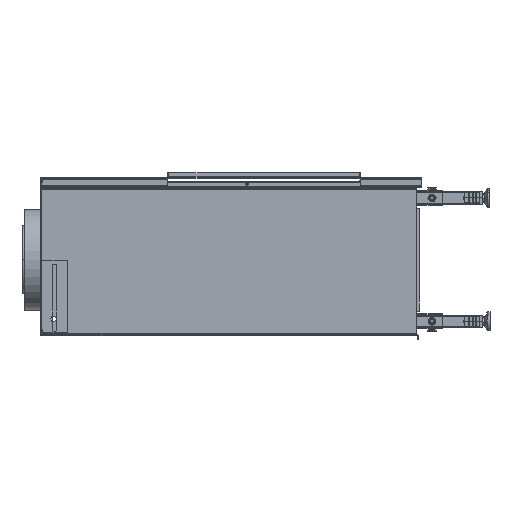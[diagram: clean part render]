
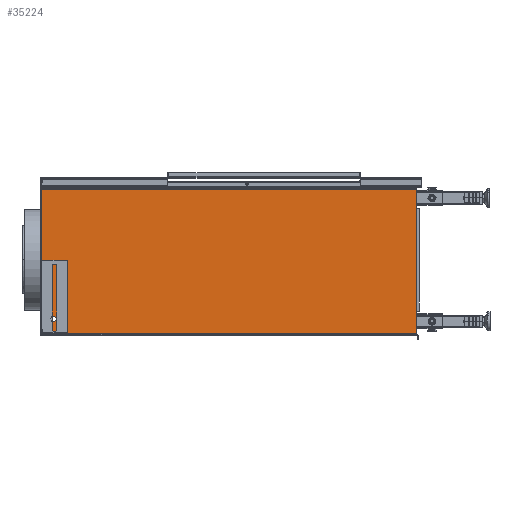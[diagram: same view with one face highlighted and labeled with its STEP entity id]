
A CAD part, left-side view. The second image highlights one B-rep face of the part: STEP entity #35224.
In plain terms, the highlighted face is planar.
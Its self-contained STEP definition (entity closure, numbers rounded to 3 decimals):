
#1741 = CARTESIAN_POINT ( 'NONE',  ( 273., 16.911, -131.5 ) ) ;
#3241 = CARTESIAN_POINT ( 'NONE',  ( 268.15, 19.711, -131.5 ) ) ;
#9673 = VECTOR ( 'NONE', #11998, 1000. ) ;
#11395 = CARTESIAN_POINT ( 'NONE',  ( 15.9, 830.5, -131.5 ) ) ;
#11998 = DIRECTION ( 'NONE',  ( 0., -1., 0. ) ) ;
#12808 = ORIENTED_EDGE ( 'NONE', *, *, #49191, .F. ) ;
#16027 = CARTESIAN_POINT ( 'NONE',  ( 273., 28.111, -131.5 ) ) ;
#16446 = VERTEX_POINT ( 'NONE', #66555 ) ;
#16486 = DIRECTION ( 'NONE',  ( -1., 0., 0. ) ) ;
#16647 = VERTEX_POINT ( 'NONE', #16027 ) ;
#19321 = EDGE_CURVE ( 'NONE', #98877, #16446, #115626, .T. ) ;
#20172 = EDGE_CURVE ( 'NONE', #66921, #66157, #106218, .T. ) ;
#22229 = CARTESIAN_POINT ( 'NONE',  ( 15.9, 0., -131.5 ) ) ;
#22525 = VECTOR ( 'NONE', #76209, 1000. ) ;
#22901 = LINE ( 'NONE', #11395, #9673 ) ;
#24871 = VERTEX_POINT ( 'NONE', #100535 ) ;
#25950 = ORIENTED_EDGE ( 'NONE', *, *, #55942, .T. ) ;
#27100 = VECTOR ( 'NONE', #88756, 1000. ) ;
#28392 = ORIENTED_EDGE ( 'NONE', *, *, #116490, .T. ) ;
#29048 = EDGE_CURVE ( 'NONE', #117372, #57170, #59162, .T. ) ;
#29245 = ORIENTED_EDGE ( 'NONE', *, *, #19321, .T. ) ;
#30894 = DIRECTION ( 'NONE',  ( -0.866, 0.5, 0. ) ) ;
#31183 = DIRECTION ( 'NONE',  ( 0., -1., 0. ) ) ;
#31779 = CARTESIAN_POINT ( 'NONE',  ( 277.85, 25.311, -131.5 ) ) ;
#35033 = CARTESIAN_POINT ( 'NONE',  ( 277.85, 25.311, -131.5 ) ) ;
#35224 = ADVANCED_FACE ( 'NONE', ( #118589, #45042 ), #108861, .T. ) ;
#36612 = VECTOR ( 'NONE', #31183, 1000. ) ;
#37451 = EDGE_LOOP ( 'NONE', ( #28392, #25950, #29245, #62107, #110980, #100710 ) ) ;
#38174 = CARTESIAN_POINT ( 'NONE',  ( 12., 744., -131.5 ) ) ;
#38429 = VECTOR ( 'NONE', #102617, 1000. ) ;
#39580 = CARTESIAN_POINT ( 'NONE',  ( 268.15, 25.311, -131.5 ) ) ;
#40564 = DIRECTION ( 'NONE',  ( 0.866, -0.5, 0. ) ) ;
#45042 = FACE_OUTER_BOUND ( 'NONE', #51320, .T. ) ;
#47368 = ORIENTED_EDGE ( 'NONE', *, *, #99981, .F. ) ;
#47886 = LINE ( 'NONE', #38174, #38429 ) ;
#49191 = EDGE_CURVE ( 'NONE', #105707, #57170, #55484, .T. ) ;
#51103 = LINE ( 'NONE', #51694, #27100 ) ;
#51320 = EDGE_LOOP ( 'NONE', ( #98595, #74149, #12808, #47368 ) ) ;
#51694 = CARTESIAN_POINT ( 'NONE',  ( 277.85, 19.711, -131.5 ) ) ;
#55484 = LINE ( 'NONE', #65196, #119835 ) ;
#55942 = EDGE_CURVE ( 'NONE', #16647, #98877, #77624, .T. ) ;
#57170 = VERTEX_POINT ( 'NONE', #102907 ) ;
#57703 = AXIS2_PLACEMENT_3D ( 'NONE', #62667, #101555, #16486 ) ;
#58026 = VECTOR ( 'NONE', #30894, 1000. ) ;
#59162 = LINE ( 'NONE', #96226, #22525 ) ;
#62107 = ORIENTED_EDGE ( 'NONE', *, *, #66783, .T. ) ;
#62667 = CARTESIAN_POINT ( 'NONE',  ( 12., 830.5, -131.5 ) ) ;
#65196 = CARTESIAN_POINT ( 'NONE',  ( 302.6, 830.5, -131.5 ) ) ;
#65545 = LINE ( 'NONE', #102646, #102425 ) ;
#66157 = VERTEX_POINT ( 'NONE', #3241 ) ;
#66555 = CARTESIAN_POINT ( 'NONE',  ( 277.85, 19.711, -131.5 ) ) ;
#66783 = EDGE_CURVE ( 'NONE', #16446, #66921, #51103, .T. ) ;
#66921 = VERTEX_POINT ( 'NONE', #82035 ) ;
#67301 = CARTESIAN_POINT ( 'NONE',  ( 273., 28.111, -131.5 ) ) ;
#68877 = VECTOR ( 'NONE', #115491, 1000. ) ;
#74149 = ORIENTED_EDGE ( 'NONE', *, *, #29048, .T. ) ;
#76209 = DIRECTION ( 'NONE',  ( 1., 0., 0. ) ) ;
#76643 = LINE ( 'NONE', #39580, #68877 ) ;
#77624 = LINE ( 'NONE', #67301, #77983 ) ;
#77983 = VECTOR ( 'NONE', #40564, 1000. ) ;
#82035 = CARTESIAN_POINT ( 'NONE',  ( 273., 16.911, -131.5 ) ) ;
#88756 = DIRECTION ( 'NONE',  ( -0.866, -0.5, 0. ) ) ;
#89385 = CARTESIAN_POINT ( 'NONE',  ( 302.6, 744., -131.5 ) ) ;
#96226 = CARTESIAN_POINT ( 'NONE',  ( 12., 0., -131.5 ) ) ;
#98595 = ORIENTED_EDGE ( 'NONE', *, *, #101749, .T. ) ;
#98877 = VERTEX_POINT ( 'NONE', #35033 ) ;
#99981 = EDGE_CURVE ( 'NONE', #24871, #105707, #47886, .T. ) ;
#100535 = CARTESIAN_POINT ( 'NONE',  ( 15.9, 744., -131.5 ) ) ;
#100710 = ORIENTED_EDGE ( 'NONE', *, *, #115502, .T. ) ;
#101555 = DIRECTION ( 'NONE',  ( 0., 0., 1. ) ) ;
#101749 = EDGE_CURVE ( 'NONE', #24871, #117372, #22901, .T. ) ;
#102425 = VECTOR ( 'NONE', #112344, 1000. ) ;
#102617 = DIRECTION ( 'NONE',  ( 1., 0., 0. ) ) ;
#102646 = CARTESIAN_POINT ( 'NONE',  ( 268.15, 19.711, -131.5 ) ) ;
#102907 = CARTESIAN_POINT ( 'NONE',  ( 302.6, 0., -131.5 ) ) ;
#105707 = VERTEX_POINT ( 'NONE', #89385 ) ;
#106218 = LINE ( 'NONE', #1741, #58026 ) ;
#108861 = PLANE ( 'NONE',  #57703 ) ;
#110816 = CARTESIAN_POINT ( 'NONE',  ( 268.15, 25.311, -131.5 ) ) ;
#110980 = ORIENTED_EDGE ( 'NONE', *, *, #20172, .T. ) ;
#111003 = VERTEX_POINT ( 'NONE', #110816 ) ;
#112344 = DIRECTION ( 'NONE',  ( 0., 1., 0. ) ) ;
#115491 = DIRECTION ( 'NONE',  ( 0.866, 0.5, 0. ) ) ;
#115502 = EDGE_CURVE ( 'NONE', #66157, #111003, #65545, .T. ) ;
#115626 = LINE ( 'NONE', #31779, #36612 ) ;
#116490 = EDGE_CURVE ( 'NONE', #111003, #16647, #76643, .T. ) ;
#117372 = VERTEX_POINT ( 'NONE', #22229 ) ;
#118589 = FACE_BOUND ( 'NONE', #37451, .T. ) ;
#119312 = DIRECTION ( 'NONE',  ( 0., -1., 0. ) ) ;
#119835 = VECTOR ( 'NONE', #119312, 1000. ) ;
